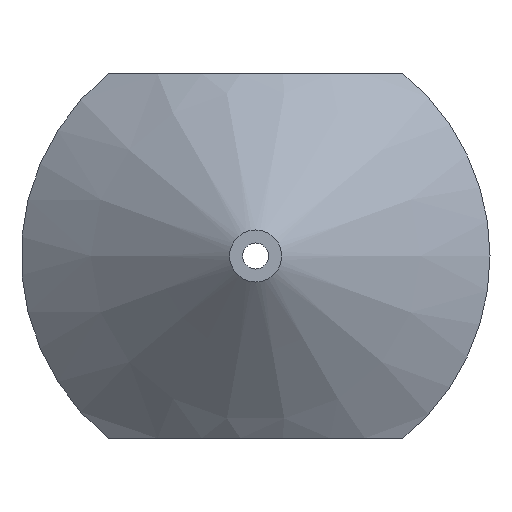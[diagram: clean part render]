
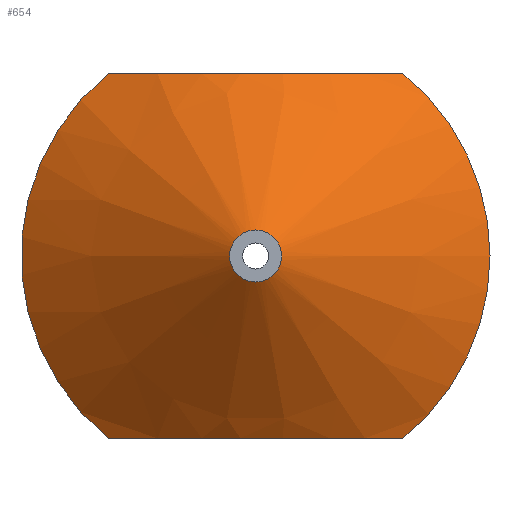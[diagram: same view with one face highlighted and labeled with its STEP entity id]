
A CAD part, front view. The second image highlights one B-rep face of the part: STEP entity #654.
In plain terms, the highlighted conical face has half-angle 53.13 degrees and reference radius 0.5 mm.
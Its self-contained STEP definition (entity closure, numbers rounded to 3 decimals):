
#162 = CYLINDRICAL_SURFACE('',#163,4.5);
#163 = AXIS2_PLACEMENT_3D('',#164,#165,#166);
#164 = CARTESIAN_POINT('',(0.,3.,0.));
#165 = DIRECTION('',(0.,1.,0.));
#166 = DIRECTION('',(1.,0.,0.));
#191 = CYLINDRICAL_SURFACE('',#192,4.5);
#192 = AXIS2_PLACEMENT_3D('',#193,#194,#195);
#193 = CARTESIAN_POINT('',(0.,3.,0.));
#194 = DIRECTION('',(0.,1.,0.));
#195 = DIRECTION('',(1.,0.,0.));
#218 = PLANE('',#219);
#219 = AXIS2_PLACEMENT_3D('',#220,#221,#222);
#220 = CARTESIAN_POINT('',(4.581,0.,3.5));
#221 = DIRECTION('',(0.,0.,1.));
#222 = DIRECTION('',(-1.,0.,0.));
#246 = CYLINDRICAL_SURFACE('',#247,4.5);
#247 = AXIS2_PLACEMENT_3D('',#248,#249,#250);
#248 = CARTESIAN_POINT('',(0.,3.,0.));
#249 = DIRECTION('',(0.,1.,0.));
#250 = DIRECTION('',(1.,0.,0.));
#271 = PLANE('',#272);
#272 = AXIS2_PLACEMENT_3D('',#273,#274,#275);
#273 = CARTESIAN_POINT('',(4.544,0.,-3.5));
#274 = DIRECTION('',(0.,0.,1.));
#275 = DIRECTION('',(-1.,0.,0.));
#343 = EDGE_CURVE('',#344,#346,#348,.T.);
#344 = VERTEX_POINT('',#345);
#345 = CARTESIAN_POINT('',(2.828,3.,-3.5));
#346 = VERTEX_POINT('',#347);
#347 = CARTESIAN_POINT('',(4.5,3.,0.));
#348 = SURFACE_CURVE('',#349,(#354,#361),.PCURVE_S1.);
#349 = CIRCLE('',#350,4.5);
#350 = AXIS2_PLACEMENT_3D('',#351,#352,#353);
#351 = CARTESIAN_POINT('',(0.,3.,0.));
#352 = DIRECTION('',(0.,-1.,0.));
#353 = DIRECTION('',(1.,0.,0.));
#354 = PCURVE('',#162,#355);
#355 = DEFINITIONAL_REPRESENTATION('',(#356),#360);
#356 = LINE('',#357,#358);
#357 = CARTESIAN_POINT('',(-0.,0.));
#358 = VECTOR('',#359,1.);
#359 = DIRECTION('',(-1.,0.));
#360 = ( GEOMETRIC_REPRESENTATION_CONTEXT(2) 
PARAMETRIC_REPRESENTATION_CONTEXT() REPRESENTATION_CONTEXT('2D SPACE',''
  ) );
#361 = PCURVE('',#362,#367);
#362 = CONICAL_SURFACE('',#363,0.5,0.927);
#363 = AXIS2_PLACEMENT_3D('',#364,#365,#366);
#364 = CARTESIAN_POINT('',(0.,0.,0.));
#365 = DIRECTION('',(0.,1.,0.));
#366 = DIRECTION('',(1.,0.,0.));
#367 = DEFINITIONAL_REPRESENTATION('',(#368),#372);
#368 = LINE('',#369,#370);
#369 = CARTESIAN_POINT('',(-0.,3.));
#370 = VECTOR('',#371,1.);
#371 = DIRECTION('',(-1.,0.));
#372 = ( GEOMETRIC_REPRESENTATION_CONTEXT(2) 
PARAMETRIC_REPRESENTATION_CONTEXT() REPRESENTATION_CONTEXT('2D SPACE',''
  ) );
#418 = EDGE_CURVE('',#344,#419,#421,.T.);
#419 = VERTEX_POINT('',#420);
#420 = CARTESIAN_POINT('',(-2.828,3.,-3.5));
#421 = SURFACE_CURVE('',#422,(#427,#434),.PCURVE_S1.);
#422 = HYPERBOLA('',#423,2.625,3.5);
#423 = AXIS2_PLACEMENT_3D('',#424,#425,#426);
#424 = CARTESIAN_POINT('',(0.,-0.375,-3.5));
#425 = DIRECTION('',(0.,0.,1.));
#426 = DIRECTION('',(0.,1.,0.));
#427 = PCURVE('',#271,#428);
#428 = DEFINITIONAL_REPRESENTATION('',(#429),#433);
#429 = ( BOUNDED_CURVE() B_SPLINE_CURVE(2,(#430,#431,#432),
.UNSPECIFIED.,.F.,.F.) B_SPLINE_CURVE_WITH_KNOTS((3,3),(-0.739,
0.739),.PIECEWISE_BEZIER_KNOTS.) CURVE() 
GEOMETRIC_REPRESENTATION_ITEM() RATIONAL_B_SPLINE_CURVE((1.,
1.286,1.)) REPRESENTATION_ITEM('') );
#430 = CARTESIAN_POINT('',(1.715,-3.));
#431 = CARTESIAN_POINT('',(4.544,-1.667));
#432 = CARTESIAN_POINT('',(7.372,-3.));
#433 = ( GEOMETRIC_REPRESENTATION_CONTEXT(2) 
PARAMETRIC_REPRESENTATION_CONTEXT() REPRESENTATION_CONTEXT('2D SPACE',''
  ) );
#434 = PCURVE('',#362,#435);
#435 = DEFINITIONAL_REPRESENTATION('',(#436),#447);
#436 = B_SPLINE_CURVE_WITH_KNOTS('',9,(#437,#438,#439,#440,#441,#442,
    #443,#444,#445,#446),.UNSPECIFIED.,.F.,.F.,(10,10),(-0.739,
    0.739),.PIECEWISE_BEZIER_KNOTS.);
#437 = CARTESIAN_POINT('',(-5.392,3.));
#438 = CARTESIAN_POINT('',(-5.264,2.652));
#439 = CARTESIAN_POINT('',(-5.122,2.406));
#440 = CARTESIAN_POINT('',(-4.965,2.249));
#441 = CARTESIAN_POINT('',(-4.798,2.172));
#442 = CARTESIAN_POINT('',(-4.626,2.172));
#443 = CARTESIAN_POINT('',(-4.459,2.249));
#444 = CARTESIAN_POINT('',(-4.303,2.406));
#445 = CARTESIAN_POINT('',(-4.16,2.652));
#446 = CARTESIAN_POINT('',(-4.033,3.));
#447 = ( GEOMETRIC_REPRESENTATION_CONTEXT(2) 
PARAMETRIC_REPRESENTATION_CONTEXT() REPRESENTATION_CONTEXT('2D SPACE',''
  ) );
#474 = VERTEX_POINT('',#475);
#475 = CARTESIAN_POINT('',(-2.828,3.,3.5));
#494 = EDGE_CURVE('',#474,#419,#495,.T.);
#495 = SURFACE_CURVE('',#496,(#501,#508),.PCURVE_S1.);
#496 = CIRCLE('',#497,4.5);
#497 = AXIS2_PLACEMENT_3D('',#498,#499,#500);
#498 = CARTESIAN_POINT('',(0.,3.,0.));
#499 = DIRECTION('',(0.,-1.,0.));
#500 = DIRECTION('',(1.,0.,0.));
#501 = PCURVE('',#246,#502);
#502 = DEFINITIONAL_REPRESENTATION('',(#503),#507);
#503 = LINE('',#504,#505);
#504 = CARTESIAN_POINT('',(-0.,0.));
#505 = VECTOR('',#506,1.);
#506 = DIRECTION('',(-1.,0.));
#507 = ( GEOMETRIC_REPRESENTATION_CONTEXT(2) 
PARAMETRIC_REPRESENTATION_CONTEXT() REPRESENTATION_CONTEXT('2D SPACE',''
  ) );
#508 = PCURVE('',#362,#509);
#509 = DEFINITIONAL_REPRESENTATION('',(#510),#514);
#510 = LINE('',#511,#512);
#511 = CARTESIAN_POINT('',(-0.,3.));
#512 = VECTOR('',#513,1.);
#513 = DIRECTION('',(-1.,0.));
#514 = ( GEOMETRIC_REPRESENTATION_CONTEXT(2) 
PARAMETRIC_REPRESENTATION_CONTEXT() REPRESENTATION_CONTEXT('2D SPACE',''
  ) );
#521 = EDGE_CURVE('',#522,#474,#524,.T.);
#522 = VERTEX_POINT('',#523);
#523 = CARTESIAN_POINT('',(2.828,3.,3.5));
#524 = SURFACE_CURVE('',#525,(#530,#537),.PCURVE_S1.);
#525 = HYPERBOLA('',#526,2.625,3.5);
#526 = AXIS2_PLACEMENT_3D('',#527,#528,#529);
#527 = CARTESIAN_POINT('',(0.,-0.375,3.5));
#528 = DIRECTION('',(0.,0.,1.));
#529 = DIRECTION('',(0.,1.,0.));
#530 = PCURVE('',#218,#531);
#531 = DEFINITIONAL_REPRESENTATION('',(#532),#536);
#532 = ( BOUNDED_CURVE() B_SPLINE_CURVE(2,(#533,#534,#535),
.UNSPECIFIED.,.F.,.F.) B_SPLINE_CURVE_WITH_KNOTS((3,3),(-0.739,
0.739),.PIECEWISE_BEZIER_KNOTS.) CURVE() 
GEOMETRIC_REPRESENTATION_ITEM() RATIONAL_B_SPLINE_CURVE((1.,
1.286,1.)) REPRESENTATION_ITEM('') );
#533 = CARTESIAN_POINT('',(1.753,-3.));
#534 = CARTESIAN_POINT('',(4.581,-1.667));
#535 = CARTESIAN_POINT('',(7.409,-3.));
#536 = ( GEOMETRIC_REPRESENTATION_CONTEXT(2) 
PARAMETRIC_REPRESENTATION_CONTEXT() REPRESENTATION_CONTEXT('2D SPACE',''
  ) );
#537 = PCURVE('',#362,#538);
#538 = DEFINITIONAL_REPRESENTATION('',(#539),#550);
#539 = B_SPLINE_CURVE_WITH_KNOTS('',9,(#540,#541,#542,#543,#544,#545,
    #546,#547,#548,#549),.UNSPECIFIED.,.F.,.F.,(10,10),(-0.739,
    0.739),.PIECEWISE_BEZIER_KNOTS.);
#540 = CARTESIAN_POINT('',(-0.891,3.));
#541 = CARTESIAN_POINT('',(-1.019,2.652));
#542 = CARTESIAN_POINT('',(-1.161,2.406));
#543 = CARTESIAN_POINT('',(-1.318,2.249));
#544 = CARTESIAN_POINT('',(-1.485,2.172));
#545 = CARTESIAN_POINT('',(-1.657,2.172));
#546 = CARTESIAN_POINT('',(-1.824,2.249));
#547 = CARTESIAN_POINT('',(-1.98,2.406));
#548 = CARTESIAN_POINT('',(-2.123,2.652));
#549 = CARTESIAN_POINT('',(-2.25,3.));
#550 = ( GEOMETRIC_REPRESENTATION_CONTEXT(2) 
PARAMETRIC_REPRESENTATION_CONTEXT() REPRESENTATION_CONTEXT('2D SPACE',''
  ) );
#577 = EDGE_CURVE('',#346,#522,#578,.T.);
#578 = SURFACE_CURVE('',#579,(#584,#591),.PCURVE_S1.);
#579 = CIRCLE('',#580,4.5);
#580 = AXIS2_PLACEMENT_3D('',#581,#582,#583);
#581 = CARTESIAN_POINT('',(0.,3.,0.));
#582 = DIRECTION('',(0.,-1.,0.));
#583 = DIRECTION('',(1.,0.,0.));
#584 = PCURVE('',#191,#585);
#585 = DEFINITIONAL_REPRESENTATION('',(#586),#590);
#586 = LINE('',#587,#588);
#587 = CARTESIAN_POINT('',(-0.,0.));
#588 = VECTOR('',#589,1.);
#589 = DIRECTION('',(-1.,0.));
#590 = ( GEOMETRIC_REPRESENTATION_CONTEXT(2) 
PARAMETRIC_REPRESENTATION_CONTEXT() REPRESENTATION_CONTEXT('2D SPACE',''
  ) );
#591 = PCURVE('',#362,#592);
#592 = DEFINITIONAL_REPRESENTATION('',(#593),#597);
#593 = LINE('',#594,#595);
#594 = CARTESIAN_POINT('',(-0.,3.));
#595 = VECTOR('',#596,1.);
#596 = DIRECTION('',(-1.,0.));
#597 = ( GEOMETRIC_REPRESENTATION_CONTEXT(2) 
PARAMETRIC_REPRESENTATION_CONTEXT() REPRESENTATION_CONTEXT('2D SPACE',''
  ) );
#654 = ADVANCED_FACE('',(#655),#362,.T.);
#655 = FACE_BOUND('',#656,.F.);
#656 = EDGE_LOOP('',(#657,#680,#711,#712,#713,#714,#715,#716));
#657 = ORIENTED_EDGE('',*,*,#658,.F.);
#658 = EDGE_CURVE('',#659,#346,#661,.T.);
#659 = VERTEX_POINT('',#660);
#660 = CARTESIAN_POINT('',(0.5,0.,0.));
#661 = SEAM_CURVE('',#662,(#666,#673),.PCURVE_S1.);
#662 = LINE('',#663,#664);
#663 = CARTESIAN_POINT('',(0.5,0.,0.));
#664 = VECTOR('',#665,1.);
#665 = DIRECTION('',(0.8,0.6,0.));
#666 = PCURVE('',#362,#667);
#667 = DEFINITIONAL_REPRESENTATION('',(#668),#672);
#668 = LINE('',#669,#670);
#669 = CARTESIAN_POINT('',(-0.,0.));
#670 = VECTOR('',#671,1.);
#671 = DIRECTION('',(-0.,1.));
#672 = ( GEOMETRIC_REPRESENTATION_CONTEXT(2) 
PARAMETRIC_REPRESENTATION_CONTEXT() REPRESENTATION_CONTEXT('2D SPACE',''
  ) );
#673 = PCURVE('',#362,#674);
#674 = DEFINITIONAL_REPRESENTATION('',(#675),#679);
#675 = LINE('',#676,#677);
#676 = CARTESIAN_POINT('',(-6.283,0.));
#677 = VECTOR('',#678,1.);
#678 = DIRECTION('',(-0.,1.));
#679 = ( GEOMETRIC_REPRESENTATION_CONTEXT(2) 
PARAMETRIC_REPRESENTATION_CONTEXT() REPRESENTATION_CONTEXT('2D SPACE',''
  ) );
#680 = ORIENTED_EDGE('',*,*,#681,.T.);
#681 = EDGE_CURVE('',#659,#659,#682,.T.);
#682 = SURFACE_CURVE('',#683,(#688,#695),.PCURVE_S1.);
#683 = CIRCLE('',#684,0.5);
#684 = AXIS2_PLACEMENT_3D('',#685,#686,#687);
#685 = CARTESIAN_POINT('',(0.,0.,0.));
#686 = DIRECTION('',(0.,-1.,0.));
#687 = DIRECTION('',(1.,0.,0.));
#688 = PCURVE('',#362,#689);
#689 = DEFINITIONAL_REPRESENTATION('',(#690),#694);
#690 = LINE('',#691,#692);
#691 = CARTESIAN_POINT('',(-0.,0.));
#692 = VECTOR('',#693,1.);
#693 = DIRECTION('',(-1.,0.));
#694 = ( GEOMETRIC_REPRESENTATION_CONTEXT(2) 
PARAMETRIC_REPRESENTATION_CONTEXT() REPRESENTATION_CONTEXT('2D SPACE',''
  ) );
#695 = PCURVE('',#696,#701);
#696 = PLANE('',#697);
#697 = AXIS2_PLACEMENT_3D('',#698,#699,#700);
#698 = CARTESIAN_POINT('',(0.,0.,0.));
#699 = DIRECTION('',(0.,1.,0.));
#700 = DIRECTION('',(-1.,0.,0.));
#701 = DEFINITIONAL_REPRESENTATION('',(#702),#710);
#702 = ( BOUNDED_CURVE() B_SPLINE_CURVE(2,(#703,#704,#705,#706,#707,#708
,#709),.UNSPECIFIED.,.T.,.F.) B_SPLINE_CURVE_WITH_KNOTS((1,2,2,2,2,1),(
    -2.094,0.,2.094,4.189,6.283,
8.378),.UNSPECIFIED.) CURVE() GEOMETRIC_REPRESENTATION_ITEM() 
RATIONAL_B_SPLINE_CURVE((1.,0.5,1.,0.5,1.,0.5,1.)) REPRESENTATION_ITEM(
  '') );
#703 = CARTESIAN_POINT('',(-0.5,0.));
#704 = CARTESIAN_POINT('',(-0.5,0.866));
#705 = CARTESIAN_POINT('',(0.25,0.433));
#706 = CARTESIAN_POINT('',(1.,0.));
#707 = CARTESIAN_POINT('',(0.25,-0.433));
#708 = CARTESIAN_POINT('',(-0.5,-0.866));
#709 = CARTESIAN_POINT('',(-0.5,0.));
#710 = ( GEOMETRIC_REPRESENTATION_CONTEXT(2) 
PARAMETRIC_REPRESENTATION_CONTEXT() REPRESENTATION_CONTEXT('2D SPACE',''
  ) );
#711 = ORIENTED_EDGE('',*,*,#658,.T.);
#712 = ORIENTED_EDGE('',*,*,#343,.F.);
#713 = ORIENTED_EDGE('',*,*,#418,.T.);
#714 = ORIENTED_EDGE('',*,*,#494,.F.);
#715 = ORIENTED_EDGE('',*,*,#521,.F.);
#716 = ORIENTED_EDGE('',*,*,#577,.F.);
